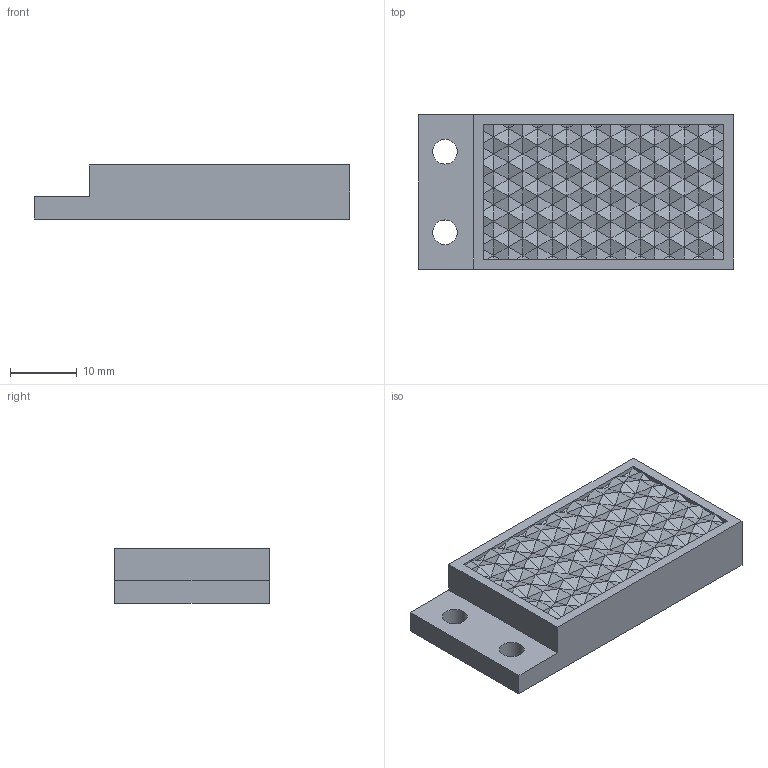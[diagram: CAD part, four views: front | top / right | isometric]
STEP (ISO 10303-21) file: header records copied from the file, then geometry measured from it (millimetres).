
FILE_DESCRIPTION(('Creo Elements/Direct Modeling STEP Export'),'2;1');
FILE_NAME('ER390.stp','2017-08-30T12:29:34',('Palle Edslev '),('EDSLEV A/S'),'Creo Elements/Direct Modeling STEP processor for AP214 (Solid Model)','Creo Elements/Direct Modeling 18.1H 24-Oct-2015 (C) Parametric Technology GmbH','');
FILE_SCHEMA(('AUTOMOTIVE_DESIGN { 1 0 10303 214 1 1 1 1 }'));
Length unit declared in the file: millimetre
Products named in the file (1): ER390
Bounding box: 47.36 x 23.14 x 8.11 mm (x, y, z)
Volume: 7599.3 mm3; surface area: 3395.6 mm2
Topology: 1 solids, 1 shells, 322 faces, 573 edges, 254 vertices
Faces by surface type: plane 318, cylinder 4
Entity records: 7123 total; most frequent: DIRECTION 1219, CARTESIAN_POINT 1146, ORIENTED_EDGE 1146, EDGE_CURVE 573, VECTOR 565, LINE 565, AXIS2_PLACEMENT_3D 327, EDGE_LOOP 327
